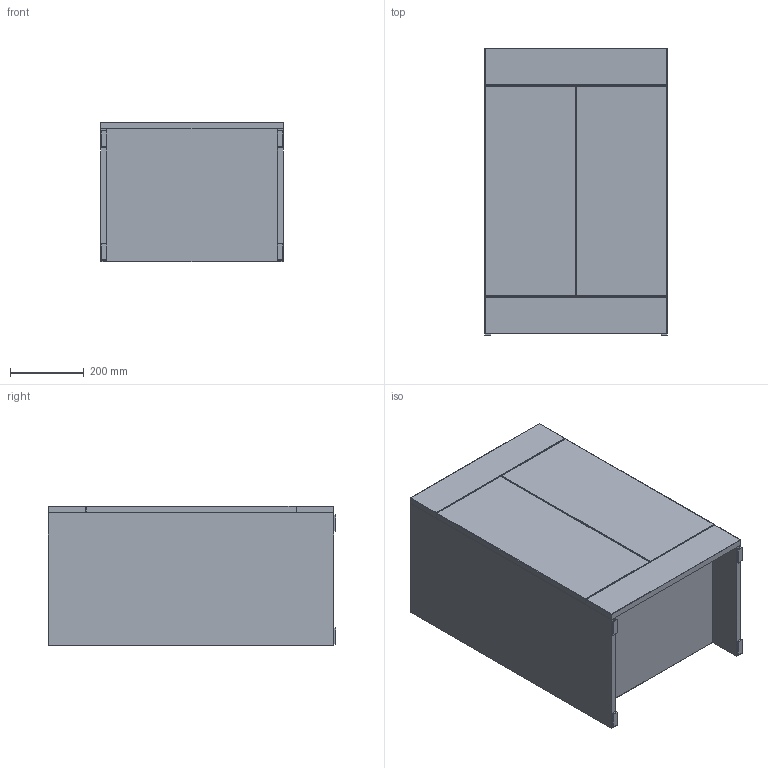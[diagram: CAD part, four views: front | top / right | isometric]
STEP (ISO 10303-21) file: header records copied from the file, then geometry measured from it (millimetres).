
FILE_DESCRIPTION (( 'STEP AP214' ), '1' );
FILE_NAME ('AU050F_V10221.SLDPRT.STEP', '2021-02-11T15:33:50', ( '' ), ( '' ), 'SwSTEP 2.0', 'SolidWorks 2019', '' );
FILE_SCHEMA (( 'AUTOMOTIVE_DESIGN' ));
Length unit declared in the file: millimetre
Products named in the file (15): Hinge A_Predeterminado; Hinge_Main_Predeterminado; Hinge_Movable_Predeterminado; Hinge_Roller_Predeterminado; Austen Carcass_AU050F; Austen Drawer Assembly_50F  R Berlin; AU050F_V10221.SLDPRT; Austen Drawer Assembly_50F L Berlin; Hinge_Cap_Predeterminado; Hinge_Screw_Predeterminado; Hinge_Hook_Predeterminado; Austen Drawer Front v10518_50F
Assembly tree (41 placements, depth 4):
  AU050F_V10221.SLDPRT
    Austen Drawer Assembly_50F  R Berlin
      Austen Drawer Front v10518_50F
      Hinge A_Predeterminado
        Hinge_Main_Predeterminado
        Hinge_Roller_Predeterminado
        Hinge_Screw_Predeterminado  x3
        Hinge_Hook_Predeterminado
        Hinge_Cap_Predeterminado
        Hinge_Movable_Predeterminado
      Hinge A_Predeterminado
        Hinge_Main_Predeterminado
        Hinge_Roller_Predeterminado
        Hinge_Screw_Predeterminado  x3
        Hinge_Hook_Predeterminado
        Hinge_Cap_Predeterminado
        Hinge_Movable_Predeterminado
    Austen Drawer Assembly_50F L Berlin
      Austen Drawer Front v10518_50F
      Hinge A_Predeterminado
        Hinge_Main_Predeterminado
        Hinge_Roller_Predeterminado
        Hinge_Screw_Predeterminado  x3
        Hinge_Hook_Predeterminado
        Hinge_Cap_Predeterminado
        Hinge_Movable_Predeterminado
      Hinge A_Predeterminado
        Hinge_Main_Predeterminado
        Hinge_Roller_Predeterminado
        Hinge_Screw_Predeterminado  x3
        Hinge_Hook_Predeterminado
        Hinge_Cap_Predeterminado
        Hinge_Movable_Predeterminado
    Austen Carcass_AU050F
Bounding box: 496 x 780 x 380 mm (x, y, z)
Volume: 24289075.4 mm3
Topology: 97 solids, 117 shells, 10640 faces, 29532 edges, 19124 vertices
Faces by surface type: plane 3952, cylinder 3596, bspline 1224, torus 1176, cone 364, sphere 328
Full cylindrical faces by diameter (mm): 0.753 x4, 1.669 x8
Entity records: 109606 total; most frequent: CARTESIAN_POINT 45246, ORIENTED_EDGE 14285, DIRECTION 11796, EDGE_CURVE 7170, VERTEX_POINT 4624, AXIS2_PLACEMENT_3D 4183, LINE 3430, VECTOR 3430
